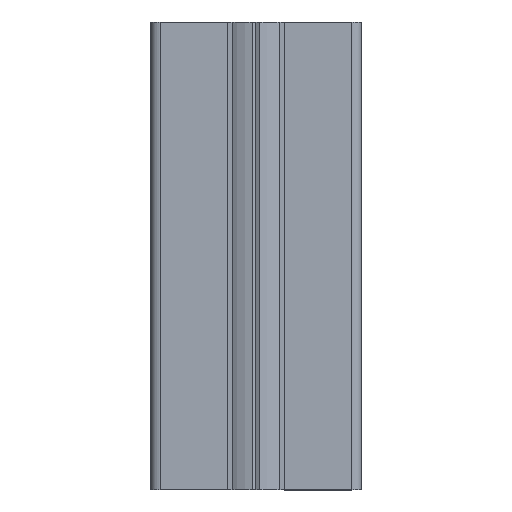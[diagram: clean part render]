
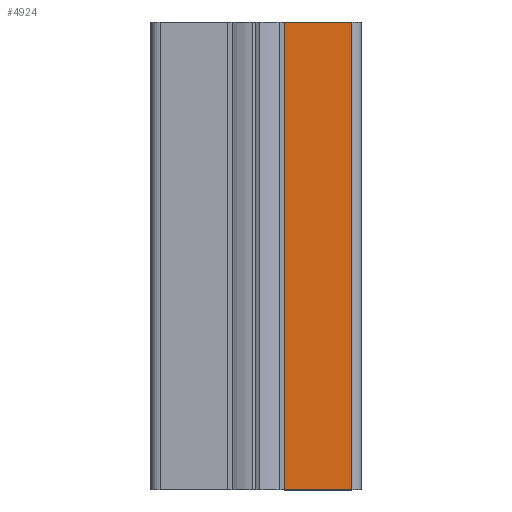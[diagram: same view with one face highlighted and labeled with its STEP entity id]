
A CAD part, top view. The second image highlights one B-rep face of the part: STEP entity #4924.
In plain terms, the highlighted planar face has unit normal (0, 0, 1).
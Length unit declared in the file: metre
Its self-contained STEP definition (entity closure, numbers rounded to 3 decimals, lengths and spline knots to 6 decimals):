
#408=FACE_OUTER_BOUND('',#654,.T.);
#654=EDGE_LOOP('',(#3755,#3756,#3757,#3758));
#1136=LINE('',#7753,#1716);
#1137=LINE('',#7756,#1717);
#1138=LINE('',#7758,#1718);
#1139=LINE('',#7759,#1719);
#1716=VECTOR('',#6301,0.1);
#1717=VECTOR('',#6304,0.0144);
#1718=VECTOR('',#6305,0.0144);
#1719=VECTOR('',#6306,0.1);
#2229=VERTEX_POINT('',#7749);
#2230=VERTEX_POINT('',#7751);
#2231=VERTEX_POINT('',#7755);
#2232=VERTEX_POINT('',#7757);
#2870=EDGE_CURVE('',#2230,#2229,#1136,.T.);
#2871=EDGE_CURVE('',#2231,#2229,#1137,.T.);
#2872=EDGE_CURVE('',#2232,#2230,#1138,.T.);
#2873=EDGE_CURVE('',#2232,#2231,#1139,.T.);
#3755=ORIENTED_EDGE('',*,*,#2871,.T.);
#3756=ORIENTED_EDGE('',*,*,#2870,.F.);
#3757=ORIENTED_EDGE('',*,*,#2872,.F.);
#3758=ORIENTED_EDGE('',*,*,#2873,.T.);
#4711=PLANE('',#5279);
#4924=ADVANCED_FACE('',(#408),#4711,.F.);
#5279=AXIS2_PLACEMENT_3D('',#7754,#6302,#6303);
#6301=DIRECTION('',(0.,-1.,0.));
#6302=DIRECTION('center_axis',(0.,0.,-1.));
#6303=DIRECTION('ref_axis',(-1.,0.,0.));
#6304=DIRECTION('',(1.,0.,0.));
#6305=DIRECTION('',(1.,0.,0.));
#6306=DIRECTION('',(0.,-1.,0.));
#7749=CARTESIAN_POINT('',(0.044414,-0.1,0.11425));
#7751=CARTESIAN_POINT('',(0.044414,0.,0.11425));
#7753=CARTESIAN_POINT('',(0.044414,0.,0.11425));
#7754=CARTESIAN_POINT('Origin',(0.044414,0.9,0.11425));
#7755=CARTESIAN_POINT('',(0.030014,-0.1,0.11425));
#7756=CARTESIAN_POINT('',(0.030014,-0.1,0.11425));
#7757=CARTESIAN_POINT('',(0.030014,0.,0.11425));
#7758=CARTESIAN_POINT('',(0.030014,0.,0.11425));
#7759=CARTESIAN_POINT('',(0.030014,0.,0.11425));
